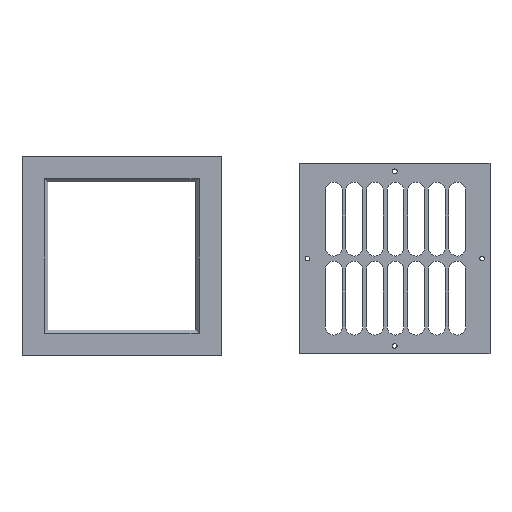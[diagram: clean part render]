
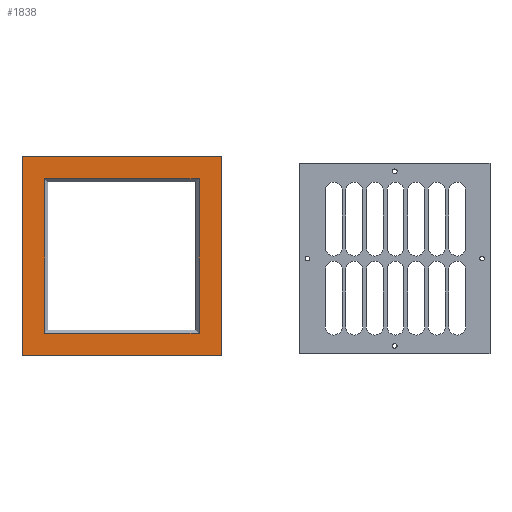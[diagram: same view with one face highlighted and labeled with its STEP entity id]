
A CAD part, top view. The second image highlights one B-rep face of the part: STEP entity #1838.
In plain terms, the highlighted planar face has unit normal (0, 0, 1).
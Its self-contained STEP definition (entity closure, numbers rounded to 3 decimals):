
#47=FACE_BOUND('',#305,.T.);
#96=PLANE('',#2008);
#183=FACE_OUTER_BOUND('',#304,.T.);
#304=EDGE_LOOP('',(#1656,#1657,#1658,#1659));
#305=EDGE_LOOP('',(#1660,#1661,#1662,#1663));
#470=LINE('',#2961,#658);
#473=LINE('',#2967,#661);
#477=LINE('',#2974,#665);
#479=LINE('',#2977,#667);
#482=LINE('',#2985,#670);
#486=LINE('',#2994,#674);
#488=LINE('',#2997,#676);
#491=LINE('',#3001,#679);
#658=VECTOR('',#2435,10.);
#661=VECTOR('',#2440,10.);
#665=VECTOR('',#2446,10.);
#667=VECTOR('',#2450,10.);
#670=VECTOR('',#2455,10.);
#674=VECTOR('',#2461,10.);
#676=VECTOR('',#2465,10.);
#679=VECTOR('',#2470,10.);
#914=VERTEX_POINT('',#2958);
#915=VERTEX_POINT('',#2960);
#917=VERTEX_POINT('',#2966);
#919=VERTEX_POINT('',#2972);
#922=VERTEX_POINT('',#2982);
#923=VERTEX_POINT('',#2984);
#926=VERTEX_POINT('',#2991);
#927=VERTEX_POINT('',#2993);
#1154=EDGE_CURVE('',#914,#915,#470,.T.);
#1157=EDGE_CURVE('',#917,#915,#473,.T.);
#1161=EDGE_CURVE('',#919,#914,#477,.T.);
#1163=EDGE_CURVE('',#919,#917,#479,.T.);
#1166=EDGE_CURVE('',#922,#923,#482,.T.);
#1170=EDGE_CURVE('',#926,#927,#486,.T.);
#1172=EDGE_CURVE('',#923,#926,#488,.T.);
#1175=EDGE_CURVE('',#927,#922,#491,.T.);
#1656=ORIENTED_EDGE('',*,*,#1163,.T.);
#1657=ORIENTED_EDGE('',*,*,#1157,.T.);
#1658=ORIENTED_EDGE('',*,*,#1154,.F.);
#1659=ORIENTED_EDGE('',*,*,#1161,.F.);
#1660=ORIENTED_EDGE('',*,*,#1170,.F.);
#1661=ORIENTED_EDGE('',*,*,#1172,.F.);
#1662=ORIENTED_EDGE('',*,*,#1166,.F.);
#1663=ORIENTED_EDGE('',*,*,#1175,.F.);
#1838=ADVANCED_FACE('',(#183,#47),#96,.T.);
#2008=AXIS2_PLACEMENT_3D('',#3012,#2480,#2481);
#2435=DIRECTION('',(0.,1.,0.));
#2440=DIRECTION('',(-1.,0.,0.));
#2446=DIRECTION('',(-1.,0.,0.));
#2450=DIRECTION('',(0.,1.,0.));
#2455=DIRECTION('',(0.,1.,0.));
#2461=DIRECTION('',(0.,-1.,0.));
#2465=DIRECTION('',(-1.,0.,0.));
#2470=DIRECTION('',(1.,0.,0.));
#2480=DIRECTION('center_axis',(0.,0.,1.));
#2481=DIRECTION('ref_axis',(1.,0.,0.));
#2958=CARTESIAN_POINT('',(145.877,-40.721,10.));
#2960=CARTESIAN_POINT('',(145.877,114.279,10.));
#2961=CARTESIAN_POINT('',(145.877,111.779,10.));
#2966=CARTESIAN_POINT('',(300.877,114.279,10.));
#2967=CARTESIAN_POINT('',(148.377,114.279,10.));
#2972=CARTESIAN_POINT('',(300.877,-40.721,10.));
#2974=CARTESIAN_POINT('',(298.377,-40.721,10.));
#2977=CARTESIAN_POINT('',(300.877,111.779,10.));
#2982=CARTESIAN_POINT('',(283.377,-23.221,10.));
#2984=CARTESIAN_POINT('',(283.377,96.779,10.));
#2985=CARTESIAN_POINT('',(283.377,66.779,10.));
#2991=CARTESIAN_POINT('',(163.377,96.779,10.));
#2993=CARTESIAN_POINT('',(163.377,-23.221,10.));
#2994=CARTESIAN_POINT('',(163.377,6.779,10.));
#2997=CARTESIAN_POINT('',(193.377,96.779,10.));
#3001=CARTESIAN_POINT('',(253.377,-23.221,10.));
#3012=CARTESIAN_POINT('Origin',(223.377,36.779,10.));
